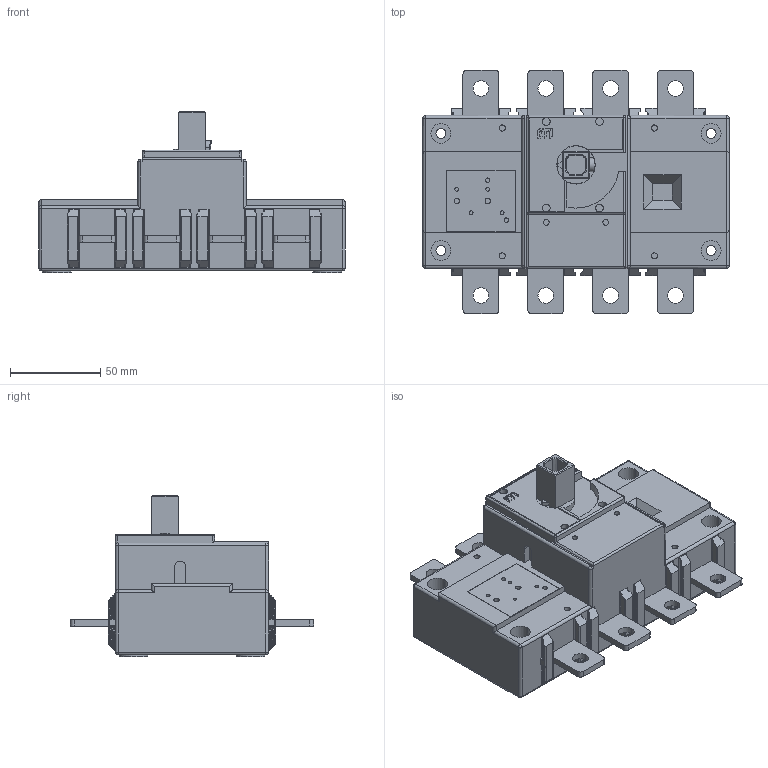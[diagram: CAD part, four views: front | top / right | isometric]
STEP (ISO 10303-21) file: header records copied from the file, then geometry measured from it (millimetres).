
FILE_DESCRIPTION((''),'2;1');
FILE_NAME('LBS_160_4P','2017-10-25T',('luka.skrinjar'),('Audax d.o.o.'),'CREO PARAMETRIC BY PTC INC, 2016050','CREO PARAMETRIC BY PTC INC, 2016050','');
FILE_SCHEMA(('AUTOMOTIVE_DESIGN { 1 0 10303 214 1 1 1 1 }'));
Length unit declared in the file: millimetre
Products named in the file (1): LBS_160_4P
Bounding box: 170 x 135 x 89.6 mm (x, y, z)
Volume: 688100.2 mm3; surface area: 81451.8 mm2
Topology: 1 solids, 2 shells, 653 faces, 1772 edges, 1147 vertices
Faces by surface type: plane 319, cylinder 281, extrusion 29, sphere 16, cone 8
Entity records: 26883 total; most frequent: CARTESIAN_POINT 5230, ORIENTED_EDGE 3508, DIRECTION 3101, PRESENTATION_STYLE_ASSIGNMENT 1761, STYLED_ITEM 1758, CURVE_STYLE 1756, EDGE_CURVE 1756, VERTEX_POINT 1147
